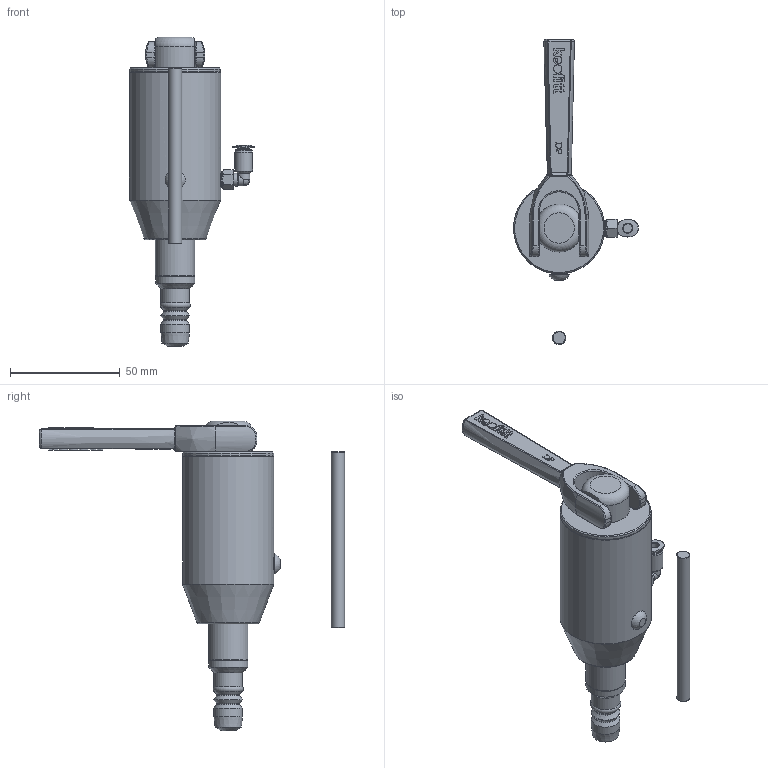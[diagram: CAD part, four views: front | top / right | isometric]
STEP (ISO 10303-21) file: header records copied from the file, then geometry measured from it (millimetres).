
FILE_DESCRIPTION(/* description */ (''),/* implementation_level */ '2;1');
FILE_NAME(/* name */ '855544.stp',/* time_stamp */ '2024-05-29T15:33:15+02:00',/* author */ ('mbs'),/* organization */ (''),/* preprocessor_version */ 'ST-DEVELOPER v18.1',/* originating_system */ 'Autodesk Inventor 2022',/* authorisation */ '');
FILE_SCHEMA (('AUTOMOTIVE_DESIGN { 1 0 10303 214 3 1 1 }'));
Length unit declared in the file: millimetre
Products named in the file (1): 600044E_test asm simplify
Bounding box: 56.95 x 139 x 141 mm (x, y, z)
Volume: 126439.2 mm3; surface area: 22524 mm2
Topology: 3 solids, 3 shells, 533 faces, 1361 edges, 857 vertices
Faces by surface type: plane 221, bspline 161, cylinder 69, torus 38, cone 38, sphere 6
Full cylindrical faces by diameter (mm): 4 x1, 5 x1, 6 x4, 6.25 x1, 6.6 x1, 7.388 x1, 7.4 x1, 7.6 x1, 8 x1, 13 x2, 17.9 x1, 18 x1, 41.5 x1, 41.6 x1
Entity records: 18446 total; most frequent: CARTESIAN_POINT 6034, ORIENTED_EDGE 2694, DIRECTION 1993, EDGE_CURVE 1347, VERTEX_POINT 856, LINE 681, VECTOR 681, AXIS2_PLACEMENT_3D 656
